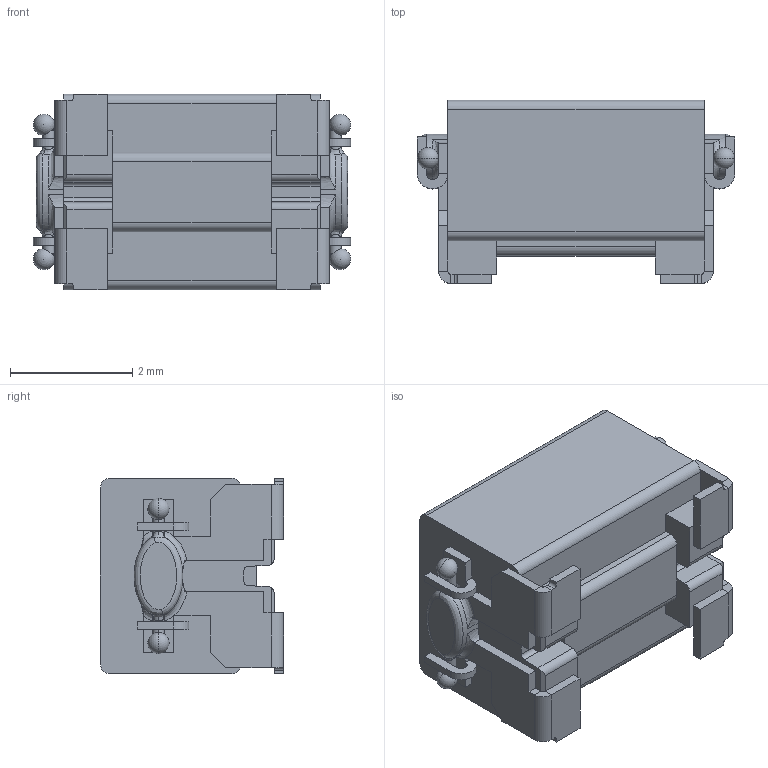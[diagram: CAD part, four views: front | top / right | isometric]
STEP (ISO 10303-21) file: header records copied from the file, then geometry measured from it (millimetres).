
FILE_DESCRIPTION (( 'STEP AP214' ), '1' );
FILE_NAME ('B82789C0104H002.STEP', '2022-09-22T08:31:00', ( '' ), ( '' ), 'SwSTEP 2.0', 'SolidWorks 2017', '' );
FILE_SCHEMA (( 'AUTOMOTIVE_DESIGN' ));
Length unit declared in the file: millimetre
Products named in the file (1): B82789C0104H002
Bounding box: 5.2 x 3 x 3.2 mm (x, y, z)
Volume: 35.6 mm3; surface area: 117.9 mm2
Topology: 16 solids, 16 shells, 298 faces, 762 edges, 484 vertices
Faces by surface type: plane 168, cylinder 70, bspline 24, torus 20, sphere 16
Entity records: 10514 total; most frequent: CARTESIAN_POINT 3408, ORIENTED_EDGE 1484, DIRECTION 1364, EDGE_CURVE 742, VERTEX_POINT 472, AXIS2_PLACEMENT_3D 459, LINE 446, VECTOR 446
